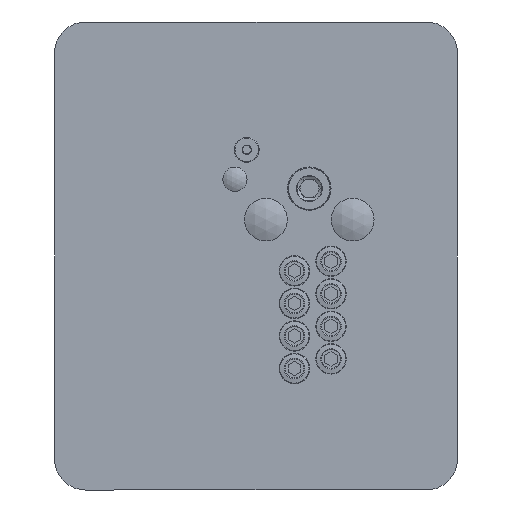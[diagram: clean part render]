
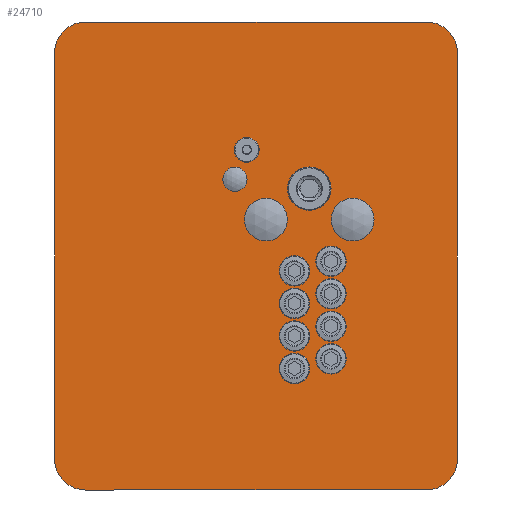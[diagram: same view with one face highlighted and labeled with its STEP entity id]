
A CAD part, front view. The second image highlights one B-rep face of the part: STEP entity #24710.
In plain terms, the highlighted planar face has unit normal (0, -1, 0).
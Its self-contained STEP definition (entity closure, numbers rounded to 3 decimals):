
#1200=FACE_BOUND('',#6042,.T.);
#1201=FACE_BOUND('',#6043,.T.);
#1202=FACE_BOUND('',#6044,.T.);
#1203=FACE_BOUND('',#6045,.T.);
#1204=FACE_BOUND('',#6046,.T.);
#1205=FACE_BOUND('',#6047,.T.);
#1206=FACE_BOUND('',#6048,.T.);
#1207=FACE_BOUND('',#6049,.T.);
#1208=FACE_BOUND('',#6050,.T.);
#1209=FACE_BOUND('',#6051,.T.);
#1210=FACE_BOUND('',#6052,.T.);
#1211=FACE_BOUND('',#6053,.T.);
#1212=FACE_BOUND('',#6054,.T.);
#2155=CIRCLE('',#27202,5.1);
#2157=CIRCLE('',#27205,3.75);
#2159=CIRCLE('',#27208,3.75);
#2161=CIRCLE('',#27211,3.75);
#2163=CIRCLE('',#27214,3.75);
#2165=CIRCLE('',#27217,2.75);
#2167=CIRCLE('',#27220,2.75);
#2169=CIRCLE('',#27223,3.75);
#2171=CIRCLE('',#27226,3.75);
#2173=CIRCLE('',#27229,3.75);
#2175=CIRCLE('',#27232,3.75);
#2177=CIRCLE('',#27235,5.1);
#2179=CIRCLE('',#27238,5.1);
#2194=CIRCLE('',#27266,10.);
#2198=CIRCLE('',#27273,10.);
#2199=CIRCLE('',#27276,10.);
#2200=CIRCLE('',#27279,10.);
#4033=FACE_OUTER_BOUND('',#6041,.T.);
#6041=EDGE_LOOP('',(#22159,#22160,#22161,#22162,#22163,#22164,#22165,#22166));
#6042=EDGE_LOOP('',(#22167));
#6043=EDGE_LOOP('',(#22168));
#6044=EDGE_LOOP('',(#22169));
#6045=EDGE_LOOP('',(#22170));
#6046=EDGE_LOOP('',(#22171));
#6047=EDGE_LOOP('',(#22172));
#6048=EDGE_LOOP('',(#22173));
#6049=EDGE_LOOP('',(#22174));
#6050=EDGE_LOOP('',(#22175));
#6051=EDGE_LOOP('',(#22176));
#6052=EDGE_LOOP('',(#22177));
#6053=EDGE_LOOP('',(#22178));
#6054=EDGE_LOOP('',(#22179));
#8259=LINE('',#42354,#10345);
#8265=LINE('',#42374,#10351);
#8268=LINE('',#42382,#10354);
#8270=LINE('',#42388,#10356);
#10345=VECTOR('',#34186,10.);
#10351=VECTOR('',#34206,10.);
#10354=VECTOR('',#34215,10.);
#10356=VECTOR('',#34223,10.);
#12558=VERTEX_POINT('',#42240);
#12560=VERTEX_POINT('',#42245);
#12562=VERTEX_POINT('',#42250);
#12564=VERTEX_POINT('',#42255);
#12566=VERTEX_POINT('',#42260);
#12568=VERTEX_POINT('',#42265);
#12570=VERTEX_POINT('',#42270);
#12572=VERTEX_POINT('',#42275);
#12574=VERTEX_POINT('',#42280);
#12576=VERTEX_POINT('',#42285);
#12578=VERTEX_POINT('',#42290);
#12580=VERTEX_POINT('',#42295);
#12582=VERTEX_POINT('',#42300);
#12598=VERTEX_POINT('',#42344);
#12599=VERTEX_POINT('',#42346);
#12601=VERTEX_POINT('',#42352);
#12607=VERTEX_POINT('',#42368);
#12608=VERTEX_POINT('',#42372);
#12609=VERTEX_POINT('',#42376);
#12610=VERTEX_POINT('',#42380);
#12611=VERTEX_POINT('',#42384);
#15772=EDGE_CURVE('',#12558,#12558,#2155,.T.);
#15774=EDGE_CURVE('',#12560,#12560,#2157,.T.);
#15776=EDGE_CURVE('',#12562,#12562,#2159,.T.);
#15778=EDGE_CURVE('',#12564,#12564,#2161,.T.);
#15780=EDGE_CURVE('',#12566,#12566,#2163,.T.);
#15782=EDGE_CURVE('',#12568,#12568,#2165,.T.);
#15784=EDGE_CURVE('',#12570,#12570,#2167,.T.);
#15786=EDGE_CURVE('',#12572,#12572,#2169,.T.);
#15788=EDGE_CURVE('',#12574,#12574,#2171,.T.);
#15790=EDGE_CURVE('',#12576,#12576,#2173,.T.);
#15792=EDGE_CURVE('',#12578,#12578,#2175,.T.);
#15794=EDGE_CURVE('',#12580,#12580,#2177,.T.);
#15796=EDGE_CURVE('',#12582,#12582,#2179,.T.);
#15812=EDGE_CURVE('',#12598,#12599,#2194,.T.);
#15816=EDGE_CURVE('',#12598,#12601,#8259,.T.);
#15824=EDGE_CURVE('',#12607,#12601,#2198,.T.);
#15826=EDGE_CURVE('',#12607,#12608,#8265,.T.);
#15828=EDGE_CURVE('',#12609,#12608,#2199,.T.);
#15830=EDGE_CURVE('',#12609,#12610,#8268,.T.);
#15832=EDGE_CURVE('',#12611,#12610,#2200,.T.);
#15833=EDGE_CURVE('',#12611,#12599,#8270,.T.);
#22159=ORIENTED_EDGE('',*,*,#15812,.F.);
#22160=ORIENTED_EDGE('',*,*,#15816,.T.);
#22161=ORIENTED_EDGE('',*,*,#15824,.F.);
#22162=ORIENTED_EDGE('',*,*,#15826,.T.);
#22163=ORIENTED_EDGE('',*,*,#15828,.F.);
#22164=ORIENTED_EDGE('',*,*,#15830,.T.);
#22165=ORIENTED_EDGE('',*,*,#15832,.F.);
#22166=ORIENTED_EDGE('',*,*,#15833,.T.);
#22167=ORIENTED_EDGE('',*,*,#15772,.T.);
#22168=ORIENTED_EDGE('',*,*,#15774,.T.);
#22169=ORIENTED_EDGE('',*,*,#15776,.T.);
#22170=ORIENTED_EDGE('',*,*,#15778,.T.);
#22171=ORIENTED_EDGE('',*,*,#15780,.T.);
#22172=ORIENTED_EDGE('',*,*,#15782,.T.);
#22173=ORIENTED_EDGE('',*,*,#15784,.T.);
#22174=ORIENTED_EDGE('',*,*,#15786,.T.);
#22175=ORIENTED_EDGE('',*,*,#15788,.T.);
#22176=ORIENTED_EDGE('',*,*,#15790,.T.);
#22177=ORIENTED_EDGE('',*,*,#15792,.T.);
#22178=ORIENTED_EDGE('',*,*,#15794,.T.);
#22179=ORIENTED_EDGE('',*,*,#15796,.T.);
#23310=PLANE('',#27281);
#24710=ADVANCED_FACE('',(#4033,#1200,#1201,#1202,#1203,#1204,#1205,#1206,
#1207,#1208,#1209,#1210,#1211,#1212),#23310,.T.);
#27202=AXIS2_PLACEMENT_3D('',#42241,#34050,#34051);
#27205=AXIS2_PLACEMENT_3D('',#42246,#34056,#34057);
#27208=AXIS2_PLACEMENT_3D('',#42251,#34062,#34063);
#27211=AXIS2_PLACEMENT_3D('',#42256,#34068,#34069);
#27214=AXIS2_PLACEMENT_3D('',#42261,#34074,#34075);
#27217=AXIS2_PLACEMENT_3D('',#42266,#34080,#34081);
#27220=AXIS2_PLACEMENT_3D('',#42271,#34086,#34087);
#27223=AXIS2_PLACEMENT_3D('',#42276,#34092,#34093);
#27226=AXIS2_PLACEMENT_3D('',#42281,#34098,#34099);
#27229=AXIS2_PLACEMENT_3D('',#42286,#34104,#34105);
#27232=AXIS2_PLACEMENT_3D('',#42291,#34110,#34111);
#27235=AXIS2_PLACEMENT_3D('',#42296,#34116,#34117);
#27238=AXIS2_PLACEMENT_3D('',#42301,#34122,#34123);
#27266=AXIS2_PLACEMENT_3D('',#42347,#34179,#34180);
#27273=AXIS2_PLACEMENT_3D('',#42370,#34201,#34202);
#27276=AXIS2_PLACEMENT_3D('',#42378,#34210,#34211);
#27279=AXIS2_PLACEMENT_3D('',#42386,#34219,#34220);
#27281=AXIS2_PLACEMENT_3D('',#42389,#34224,#34225);
#34050=DIRECTION('center_axis',(0.,1.,0.));
#34051=DIRECTION('ref_axis',(-1.,0.,0.));
#34056=DIRECTION('center_axis',(0.,1.,0.));
#34057=DIRECTION('ref_axis',(-1.,0.,0.));
#34062=DIRECTION('center_axis',(0.,1.,0.));
#34063=DIRECTION('ref_axis',(-1.,0.,0.));
#34068=DIRECTION('center_axis',(0.,1.,0.));
#34069=DIRECTION('ref_axis',(-1.,0.,0.));
#34074=DIRECTION('center_axis',(0.,1.,0.));
#34075=DIRECTION('ref_axis',(-1.,0.,0.));
#34080=DIRECTION('center_axis',(0.,1.,0.));
#34081=DIRECTION('ref_axis',(-1.,0.,0.));
#34086=DIRECTION('center_axis',(0.,1.,0.));
#34087=DIRECTION('ref_axis',(-1.,0.,0.));
#34092=DIRECTION('center_axis',(0.,1.,0.));
#34093=DIRECTION('ref_axis',(-1.,0.,0.));
#34098=DIRECTION('center_axis',(0.,1.,0.));
#34099=DIRECTION('ref_axis',(-1.,0.,0.));
#34104=DIRECTION('center_axis',(0.,1.,0.));
#34105=DIRECTION('ref_axis',(-1.,0.,0.));
#34110=DIRECTION('center_axis',(0.,1.,0.));
#34111=DIRECTION('ref_axis',(-1.,0.,0.));
#34116=DIRECTION('center_axis',(0.,1.,0.));
#34117=DIRECTION('ref_axis',(-1.,0.,0.));
#34122=DIRECTION('center_axis',(0.,1.,0.));
#34123=DIRECTION('ref_axis',(-1.,0.,0.));
#34179=DIRECTION('center_axis',(0.,1.,0.));
#34180=DIRECTION('ref_axis',(-0.707,0.,-0.707));
#34186=DIRECTION('',(1.,0.,0.));
#34201=DIRECTION('center_axis',(0.,1.,0.));
#34202=DIRECTION('ref_axis',(0.707,0.,-0.707));
#34206=DIRECTION('',(0.,0.,1.));
#34210=DIRECTION('center_axis',(0.,1.,0.));
#34211=DIRECTION('ref_axis',(0.707,0.,0.707));
#34215=DIRECTION('',(-1.,0.,0.));
#34219=DIRECTION('center_axis',(0.,1.,0.));
#34220=DIRECTION('ref_axis',(-0.707,0.,0.707));
#34223=DIRECTION('',(0.,0.,-1.));
#34224=DIRECTION('center_axis',(0.,-1.,0.));
#34225=DIRECTION('ref_axis',(0.,0.,-1.));
#42240=CARTESIAN_POINT('',(-26.1,0.,-11.75));
#42241=CARTESIAN_POINT('Origin',(-31.2,0.,-11.75));
#42245=CARTESIAN_POINT('',(-20.45,0.,33.2));
#42246=CARTESIAN_POINT('Origin',(-24.2,0.,33.2));
#42250=CARTESIAN_POINT('',(-20.45,0.,12.2));
#42251=CARTESIAN_POINT('Origin',(-24.2,0.,12.2));
#42255=CARTESIAN_POINT('',(-8.65,0.,36.3));
#42256=CARTESIAN_POINT('Origin',(-12.4,0.,36.3));
#42260=CARTESIAN_POINT('',(-8.65,0.,15.3));
#42261=CARTESIAN_POINT('Origin',(-12.4,0.,15.3));
#42265=CARTESIAN_POINT('',(9.55,0.,-24.75));
#42266=CARTESIAN_POINT('Origin',(6.8,0.,-24.75));
#42270=CARTESIAN_POINT('',(5.75,0.,-34.25));
#42271=CARTESIAN_POINT('Origin',(3.,0.,-34.25));
#42275=CARTESIAN_POINT('',(-8.65,0.,4.8));
#42276=CARTESIAN_POINT('Origin',(-12.4,0.,4.8));
#42280=CARTESIAN_POINT('',(-8.65,0.,25.8));
#42281=CARTESIAN_POINT('Origin',(-12.4,0.,25.8));
#42285=CARTESIAN_POINT('',(-20.45,0.,1.7));
#42286=CARTESIAN_POINT('Origin',(-24.2,0.,1.7));
#42290=CARTESIAN_POINT('',(-20.45,0.,22.7));
#42291=CARTESIAN_POINT('Origin',(-24.2,0.,22.7));
#42295=CARTESIAN_POINT('',(-12.1,0.,-21.75));
#42296=CARTESIAN_POINT('Origin',(-17.2,0.,-21.75));
#42300=CARTESIAN_POINT('',(1.9,0.,-11.75));
#42301=CARTESIAN_POINT('Origin',(-3.2,0.,-11.75));
#42344=CARTESIAN_POINT('',(-55.,0.,-75.5));
#42346=CARTESIAN_POINT('',(-65.,0.,-65.5));
#42347=CARTESIAN_POINT('Origin',(-55.,0.,-65.5));
#42352=CARTESIAN_POINT('',(55.,0.,-75.5));
#42354=CARTESIAN_POINT('',(-65.,0.,-75.5));
#42368=CARTESIAN_POINT('',(65.,0.,-65.5));
#42370=CARTESIAN_POINT('Origin',(55.,0.,-65.5));
#42372=CARTESIAN_POINT('',(65.,0.,65.5));
#42374=CARTESIAN_POINT('',(65.,0.,-75.5));
#42376=CARTESIAN_POINT('',(55.,0.,75.5));
#42378=CARTESIAN_POINT('Origin',(55.,0.,65.5));
#42380=CARTESIAN_POINT('',(-55.,0.,75.5));
#42382=CARTESIAN_POINT('',(65.,0.,75.5));
#42384=CARTESIAN_POINT('',(-65.,0.,65.5));
#42386=CARTESIAN_POINT('Origin',(-55.,0.,65.5));
#42388=CARTESIAN_POINT('',(-65.,0.,75.5));
#42389=CARTESIAN_POINT('Origin',(0.,0.,0.));
